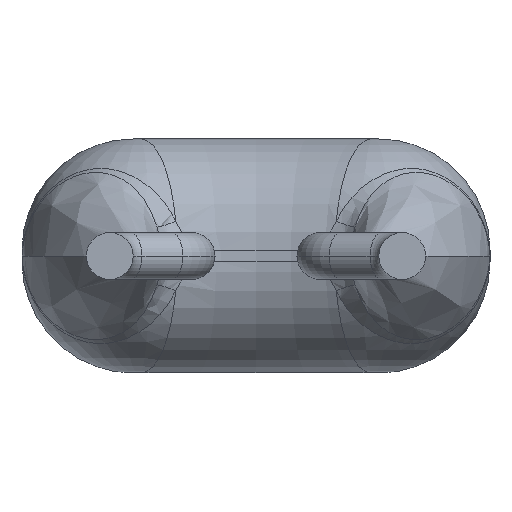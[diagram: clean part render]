
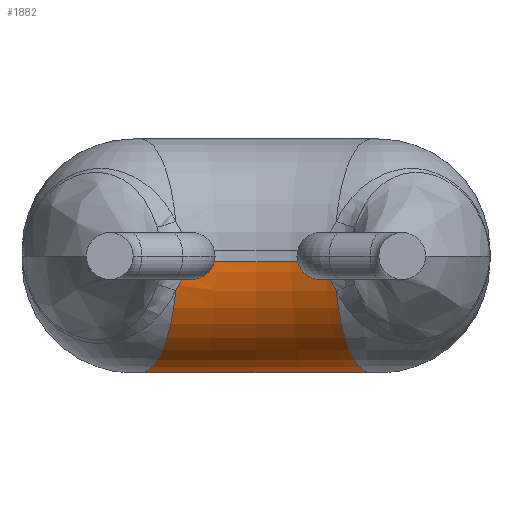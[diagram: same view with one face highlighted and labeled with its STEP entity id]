
A CAD part, front view. The second image highlights one B-rep face of the part: STEP entity #1882.
In plain terms, the highlighted toroidal (fillet/blend) face has major radius 3.033 mm and minor radius 0.95 mm.
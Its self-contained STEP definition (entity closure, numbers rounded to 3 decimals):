
#74 = DIRECTION ( 'NONE',  ( -1., 0., 0. ) ) ;
#97 = CARTESIAN_POINT ( 'NONE',  ( -0.638, 2.914, -0.222 ) ) ;
#148 = VERTEX_POINT ( 'NONE', #2215 ) ;
#189 = DIRECTION ( 'NONE',  ( 0., 0., -1. ) ) ;
#208 = CIRCLE ( 'NONE', #2932, 2.083 ) ;
#226 = CARTESIAN_POINT ( 'NONE',  ( 0., 0.917, -1. ) ) ;
#379 = AXIS2_PLACEMENT_3D ( 'NONE', #1148, #2746, #2975 ) ;
#556 = VERTEX_POINT ( 'NONE', #1971 ) ;
#687 = CIRCLE ( 'NONE', #1395, 3.033 ) ;
#733 = ORIENTED_EDGE ( 'NONE', *, *, #1194, .T. ) ;
#761 = CARTESIAN_POINT ( 'NONE',  ( 0.595, 2.913, -0.05 ) ) ;
#780 = CARTESIAN_POINT ( 'NONE',  ( -0.984, 3.786, -1. ) ) ;
#788 = B_SPLINE_CURVE_WITH_KNOTS ( 'NONE', 3,
 ( #988, #1468, #97, #1209 ),
 .UNSPECIFIED., .F., .F.,
 ( 4, 4 ),
 ( 0., 0. ),
 .UNSPECIFIED. ) ;
#870 = CARTESIAN_POINT ( 'NONE',  ( 0.686, 2.918, -0.297 ) ) ;
#924 = ORIENTED_EDGE ( 'NONE', *, *, #2593, .T. ) ;
#947 = VERTEX_POINT ( 'NONE', #761 ) ;
#959 = AXIS2_PLACEMENT_3D ( 'NONE', #1414, #2623, #74 ) ;
#988 = CARTESIAN_POINT ( 'NONE',  ( -0.595, 2.913, -0.05 ) ) ;
#1001 = VERTEX_POINT ( 'NONE', #1427 ) ;
#1084 = ORIENTED_EDGE ( 'NONE', *, *, #2577, .F. ) ;
#1110 = CIRCLE ( 'NONE', #1934, 0.95 ) ;
#1114 = FACE_OUTER_BOUND ( 'NONE', #1420, .T. ) ;
#1148 = CARTESIAN_POINT ( 'NONE',  ( -0.984, 3.786, -0.05 ) ) ;
#1194 = EDGE_CURVE ( 'NONE', #556, #947, #1638, .T. ) ;
#1209 = CARTESIAN_POINT ( 'NONE',  ( -0.686, 2.918, -0.297 ) ) ;
#1299 = CARTESIAN_POINT ( 'NONE',  ( 0.595, 2.913, -0.05 ) ) ;
#1395 = AXIS2_PLACEMENT_3D ( 'NONE', #226, #1813, #1608 ) ;
#1414 = CARTESIAN_POINT ( 'NONE',  ( 0., 0.917, -0.05 ) ) ;
#1420 = EDGE_LOOP ( 'NONE', ( #1084, #2965, #924, #1888, #2814, #733 ) ) ;
#1427 = CARTESIAN_POINT ( 'NONE',  ( -0.595, 2.913, -0.05 ) ) ;
#1468 = CARTESIAN_POINT ( 'NONE',  ( -0.604, 2.91, -0.139 ) ) ;
#1500 = TOROIDAL_SURFACE ( 'NONE', #959, 3.033, 0.95 ) ;
#1551 = VERTEX_POINT ( 'NONE', #2564 ) ;
#1600 = DIRECTION ( 'NONE',  ( -1., 0., 0. ) ) ;
#1608 = DIRECTION ( 'NONE',  ( -1., 0., 0. ) ) ;
#1638 = B_SPLINE_CURVE_WITH_KNOTS ( 'NONE', 3,
 ( #870, #2741, #2241, #1299 ),
 .UNSPECIFIED., .F., .F.,
 ( 4, 4 ),
 ( 0., 0. ),
 .UNSPECIFIED. ) ;
#1813 = DIRECTION ( 'NONE',  ( 0., 0., 1. ) ) ;
#1817 = CARTESIAN_POINT ( 'NONE',  ( 0., 0.917, -0.05 ) ) ;
#1882 = ADVANCED_FACE ( 'NONE', ( #1114 ), #1500, .T. ) ;
#1888 = ORIENTED_EDGE ( 'NONE', *, *, #2768, .F. ) ;
#1925 = VERTEX_POINT ( 'NONE', #780 ) ;
#1934 = AXIS2_PLACEMENT_3D ( 'NONE', #2099, #2600, #2588 ) ;
#1971 = CARTESIAN_POINT ( 'NONE',  ( 0.686, 2.918, -0.297 ) ) ;
#2099 = CARTESIAN_POINT ( 'NONE',  ( 0.984, 3.786, -0.05 ) ) ;
#2215 = CARTESIAN_POINT ( 'NONE',  ( 0.984, 3.786, -1. ) ) ;
#2241 = CARTESIAN_POINT ( 'NONE',  ( 0.604, 2.91, -0.139 ) ) ;
#2347 = EDGE_CURVE ( 'NONE', #148, #556, #1110, .T. ) ;
#2564 = CARTESIAN_POINT ( 'NONE',  ( -0.686, 2.918, -0.297 ) ) ;
#2577 = EDGE_CURVE ( 'NONE', #1001, #947, #208, .T. ) ;
#2588 = DIRECTION ( 'NONE',  ( -0.324, -0.946, 0. ) ) ;
#2593 = EDGE_CURVE ( 'NONE', #1551, #1925, #3005, .T. ) ;
#2600 = DIRECTION ( 'NONE',  ( -0.946, 0.324, 0. ) ) ;
#2623 = DIRECTION ( 'NONE',  ( 0., 0., -1. ) ) ;
#2741 = CARTESIAN_POINT ( 'NONE',  ( 0.638, 2.914, -0.222 ) ) ;
#2746 = DIRECTION ( 'NONE',  ( 0.946, 0.324, 0. ) ) ;
#2768 = EDGE_CURVE ( 'NONE', #148, #1925, #687, .T. ) ;
#2814 = ORIENTED_EDGE ( 'NONE', *, *, #2347, .T. ) ;
#2932 = AXIS2_PLACEMENT_3D ( 'NONE', #1817, #189, #1600 ) ;
#2945 = EDGE_CURVE ( 'NONE', #1001, #1551, #788, .T. ) ;
#2965 = ORIENTED_EDGE ( 'NONE', *, *, #2945, .T. ) ;
#2975 = DIRECTION ( 'NONE',  ( -0.324, 0.946, 0. ) ) ;
#3005 = CIRCLE ( 'NONE', #379, 0.95 ) ;
